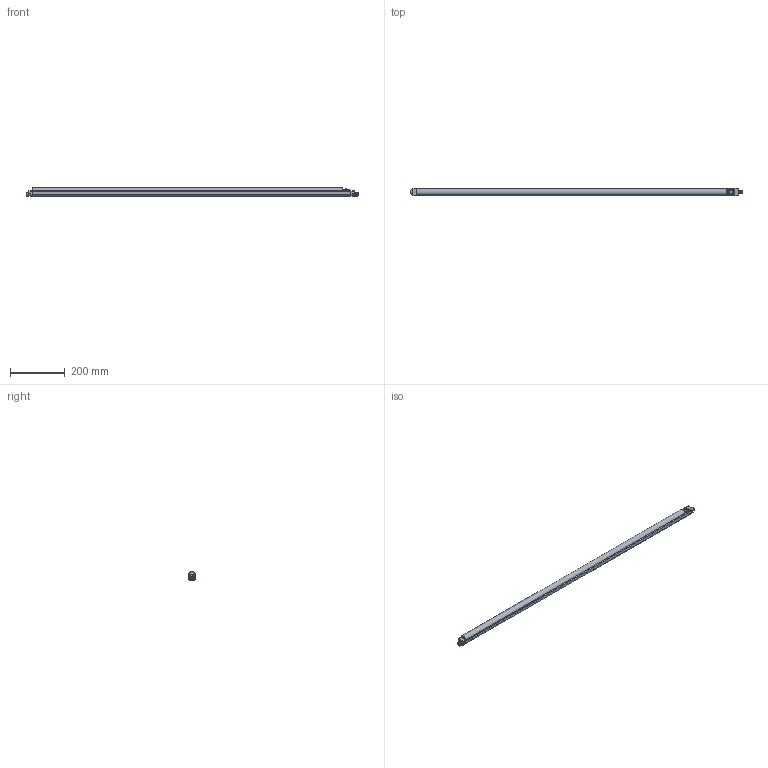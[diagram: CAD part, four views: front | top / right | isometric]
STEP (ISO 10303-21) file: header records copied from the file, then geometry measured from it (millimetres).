
FILE_DESCRIPTION((''),'2;1');
FILE_NAME('177643_ASM','2014-01-30T',('pdmadmin'),(''),'PRO/ENGINEER BY PARAMETRIC TECHNOLOGY CORPORATION, 2013230','PRO/ENGINEER BY PARAMETRIC TECHNOLOGY CORPORATION, 2013230','');
FILE_SCHEMA(('CONFIG_CONTROL_DESIGN'));
Length unit declared in the file: inch
Products named in the file (34): 156987_AF1; 157064_ASM; 139151_1162MM; 174959; 166153; 153079; 08427; 154142; 154143; 153820_ASM; 154110_ASM; 114466; 153080_AF0; 145997_HSG; 306-00249_AF0; 306-00249_AF1; 306-00249_AF2; 306-00249_AF3; 307-00176; 145997_AF0_ASM; 154144; 154145; 134569_AF0; 154111_ASM; R1966_TERM_S_0_50MM_THK_; MANIFOLD_SOLID_BREP_29213; R1966_HOUSING_SOLDER_UL94V0_LED_ASM; 3_TERM_BOARD; R1966_TERM_S; 1966_HSNG_BRD_2_TERM_ASM; ACUATOR_G; M300105_ASM; 157030_ASM; 177643_ASM
Assembly tree (37 placements, depth 6):
  177643_ASM
    157064_ASM
      156987_AF1
    139151_1162MM  x2
    174959
    166153
    154110_ASM
      153079
      153820_ASM
        08427
        154142
        154143
    114466  x4
    154111_ASM
      153080_AF0
      145997_AF0_ASM
        145997_HSG
        306-00249_AF0
        306-00249_AF1
        306-00249_AF2
        306-00249_AF3
        307-00176
      154144
      154145
      134569_AF0
    157030_ASM
      M300105_ASM
        1966_HSNG_BRD_2_TERM_ASM
          R1966_TERM_S_0_50MM_THK_
          R1966_HOUSING_SOLDER_UL94V0_LED_ASM
            MANIFOLD_SOLID_BREP_29213
          3_TERM_BOARD
          R1966_TERM_S
        ACUATOR_G
Bounding box: 1211 x 28 x 32.19 mm (x, y, z)
Volume: 511591.7 mm3; surface area: 336202.1 mm2
Topology: 28 solids, 32 shells, 2251 faces, 5999 edges, 3866 vertices
Faces by surface type: plane 1026, cylinder 730, bspline 192, cone 155, torus 99, extrusion 40, sphere 9
Entity records: 70305 total; most frequent: CARTESIAN_POINT 27275, ORIENTED_EDGE 9092, DIRECTION 8525, EDGE_CURVE 4554, AXIS2_PLACEMENT_3D 2967, VERTEX_POINT 2919, VECTOR 2591, LINE 2551
